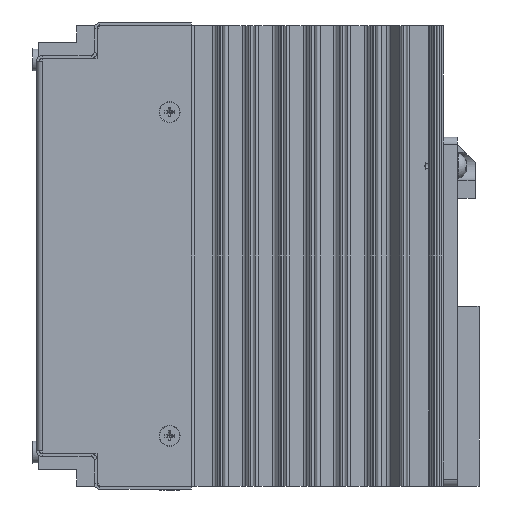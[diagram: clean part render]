
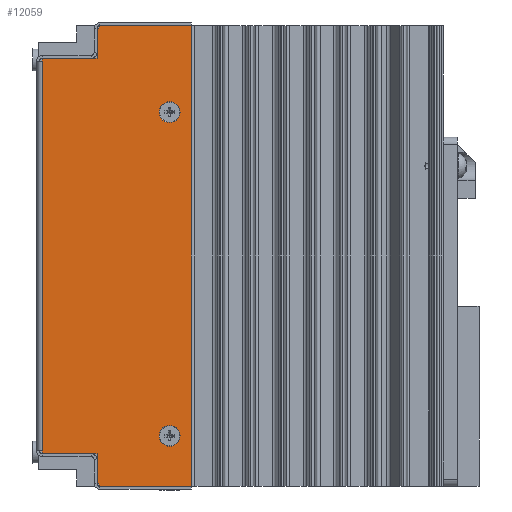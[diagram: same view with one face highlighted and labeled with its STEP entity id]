
A CAD part, left-side view. The second image highlights one B-rep face of the part: STEP entity #12059.
In plain terms, the highlighted face is planar.
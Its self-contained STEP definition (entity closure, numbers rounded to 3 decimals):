
#12059=ADVANCED_FACE('',(#24953,#24955,#24957),#24959,.T.);
#24953=FACE_BOUND('',#24954,.T.);
#24954=EDGE_LOOP('',(#34187,#34188,#34189,#34190,#34191,#34192,#34193,#34194,#34195,
#34196,#34197,#34198));
#24955=FACE_BOUND('',#24956,.T.);
#24956=EDGE_LOOP('',(#34199));
#24957=FACE_BOUND('',#24958,.T.);
#24958=EDGE_LOOP('',(#34200));
#24959=PLANE('',#24960);
#24960=AXIS2_PLACEMENT_3D('',#24961,#24962,#24963);
#24961=CARTESIAN_POINT('',(-128.,-24.646,-2.2));
#24962=DIRECTION('',(0.,0.,1.));
#24963=DIRECTION('',(1.,0.,0.));
#34187=ORIENTED_EDGE('',*,*,#39875,.F.);
#34188=ORIENTED_EDGE('',*,*,#39890,.T.);
#34189=ORIENTED_EDGE('',*,*,#39888,.T.);
#34190=ORIENTED_EDGE('',*,*,#39886,.T.);
#34191=ORIENTED_EDGE('',*,*,#39885,.F.);
#34192=ORIENTED_EDGE('',*,*,#39883,.T.);
#34193=ORIENTED_EDGE('',*,*,#39880,.T.);
#34194=ORIENTED_EDGE('',*,*,#39141,.T.);
#34195=ORIENTED_EDGE('',*,*,#39139,.T.);
#34196=ORIENTED_EDGE('',*,*,#39143,.T.);
#34197=ORIENTED_EDGE('',*,*,#39879,.T.);
#34198=ORIENTED_EDGE('',*,*,#39877,.T.);
#34199=ORIENTED_EDGE('',*,*,#39891,.T.);
#34200=ORIENTED_EDGE('',*,*,#39892,.T.);
#39139=EDGE_CURVE('',#44664,#44667,#45657,.T.);
#39141=EDGE_CURVE('',#45658,#44664,#45660,.T.);
#39143=EDGE_CURVE('',#44667,#45661,#45663,.T.);
#39875=EDGE_CURVE('',#46787,#46789,#46790,.F.);
#39877=EDGE_CURVE('',#46792,#46789,#46793,.F.);
#39879=EDGE_CURVE('',#45661,#46792,#46795,.F.);
#39880=EDGE_CURVE('',#46796,#45658,#46797,.F.);
#39883=EDGE_CURVE('',#46799,#46796,#46801,.F.);
#39885=EDGE_CURVE('',#46799,#46802,#46804,.F.);
#39886=EDGE_CURVE('',#46805,#46802,#46806,.T.);
#39888=EDGE_CURVE('',#46808,#46805,#46809,.T.);
#39890=EDGE_CURVE('',#46787,#46808,#46811,.T.);
#39891=EDGE_CURVE('',#46812,#46812,#46813,.F.);
#39892=EDGE_CURVE('',#46814,#46814,#46815,.F.);
#44664=VERTEX_POINT('',#57722);
#44667=VERTEX_POINT('',#57730);
#45657=LINE('',#59969,#59970);
#45658=VERTEX_POINT('',#59972);
#45660=LINE('',#59976,#59977);
#45661=VERTEX_POINT('',#59979);
#45663=LINE('',#59983,#59984);
#46787=VERTEX_POINT('',#62726);
#46789=VERTEX_POINT('',#62730);
#46790=LINE('',#62731,#62732);
#46792=VERTEX_POINT('',#62737);
#46793=LINE('',#62738,#62739);
#46795=LINE('',#62744,#62745);
#46796=VERTEX_POINT('',#62747);
#46797=LINE('',#62748,#62749);
#46799=VERTEX_POINT('',#62754);
#46801=LINE('',#62758,#62759);
#46802=VERTEX_POINT('',#62761);
#46804=LINE('',#62765,#62766);
#46805=VERTEX_POINT('',#62768);
#46806=LINE('',#62769,#62770);
#46808=VERTEX_POINT('',#62775);
#46809=LINE('',#62776,#62777);
#46811=LINE('',#62782,#62783);
#46812=VERTEX_POINT('',#62785);
#46813=CIRCLE('',#62786,2.9);
#46814=VERTEX_POINT('',#62790);
#46815=CIRCLE('',#62791,2.9);
#57722=CARTESIAN_POINT('',(-20.8,-25.606,-2.2));
#57730=CARTESIAN_POINT('',(-129.2,-25.606,-2.2));
#59969=CARTESIAN_POINT('',(-20.8,-25.606,-2.2));
#59970=VECTOR('',#59971,1.);
#59971=DIRECTION('',(-1.,0.,0.));
#59972=CARTESIAN_POINT('',(-20.,-25.606,-2.2));
#59976=CARTESIAN_POINT('',(-20.,-25.606,-2.2));
#59977=VECTOR('',#59978,1.);
#59978=DIRECTION('',(-1.,0.,0.));
#59979=CARTESIAN_POINT('',(-130.,-25.606,-2.2));
#59983=CARTESIAN_POINT('',(-129.2,-25.606,-2.2));
#59984=VECTOR('',#59985,1.);
#59985=DIRECTION('',(-1.,0.,0.));
#62726=CARTESIAN_POINT('',(-139.,-41.805,-2.2));
#62730=CARTESIAN_POINT('',(-138.,-40.805,-2.2));
#62731=CARTESIAN_POINT('',(-138.,-40.805,-2.2));
#62732=VECTOR('',#62733,1.);
#62733=DIRECTION('',(-0.707,-0.707,0.));
#62737=CARTESIAN_POINT('',(-130.,-40.805,-2.2));
#62738=CARTESIAN_POINT('',(-138.,-40.805,-2.2));
#62739=VECTOR('',#62740,1.);
#62740=DIRECTION('',(1.,0.,0.));
#62744=CARTESIAN_POINT('',(-130.,-40.805,-2.2));
#62745=VECTOR('',#62746,1.);
#62746=DIRECTION('',(0.,1.,0.));
#62747=CARTESIAN_POINT('',(-20.,-40.805,-2.2));
#62748=CARTESIAN_POINT('',(-20.,-25.606,-2.2));
#62749=VECTOR('',#62750,1.);
#62750=DIRECTION('',(0.,-1.,0.));
#62754=CARTESIAN_POINT('',(-12.,-40.805,-2.2));
#62758=CARTESIAN_POINT('',(-20.,-40.805,-2.2));
#62759=VECTOR('',#62760,1.);
#62760=DIRECTION('',(1.,0.,0.));
#62761=CARTESIAN_POINT('',(-11.,-41.805,-2.2));
#62765=CARTESIAN_POINT('',(-11.,-41.805,-2.2));
#62766=VECTOR('',#62767,1.);
#62767=DIRECTION('',(-0.707,0.707,0.));
#62768=CARTESIAN_POINT('',(-11.,-67.006,-2.2));
#62769=CARTESIAN_POINT('',(-11.,-67.006,-2.2));
#62770=VECTOR('',#62771,1.);
#62771=DIRECTION('',(0.,1.,0.));
#62775=CARTESIAN_POINT('',(-139.,-67.006,-2.2));
#62776=CARTESIAN_POINT('',(-139.,-67.006,-2.2));
#62777=VECTOR('',#62778,1.);
#62778=DIRECTION('',(1.,0.,0.));
#62782=CARTESIAN_POINT('',(-139.,-41.805,-2.2));
#62783=VECTOR('',#62784,1.);
#62784=DIRECTION('',(0.,-1.,0.));
#62785=CARTESIAN_POINT('',(-35.,-63.906,-2.2));
#62786=AXIS2_PLACEMENT_3D('',#62787,#62788,#62789);
#62787=CARTESIAN_POINT('',(-35.,-61.006,-2.2));
#62788=DIRECTION('',(0.,0.,1.));
#62789=DIRECTION('',(0.,-1.,0.));
#62790=CARTESIAN_POINT('',(-125.,-63.906,-2.2));
#62791=AXIS2_PLACEMENT_3D('',#62792,#62793,#62794);
#62792=CARTESIAN_POINT('',(-125.,-61.006,-2.2));
#62793=DIRECTION('',(0.,0.,1.));
#62794=DIRECTION('',(0.,-1.,0.));
